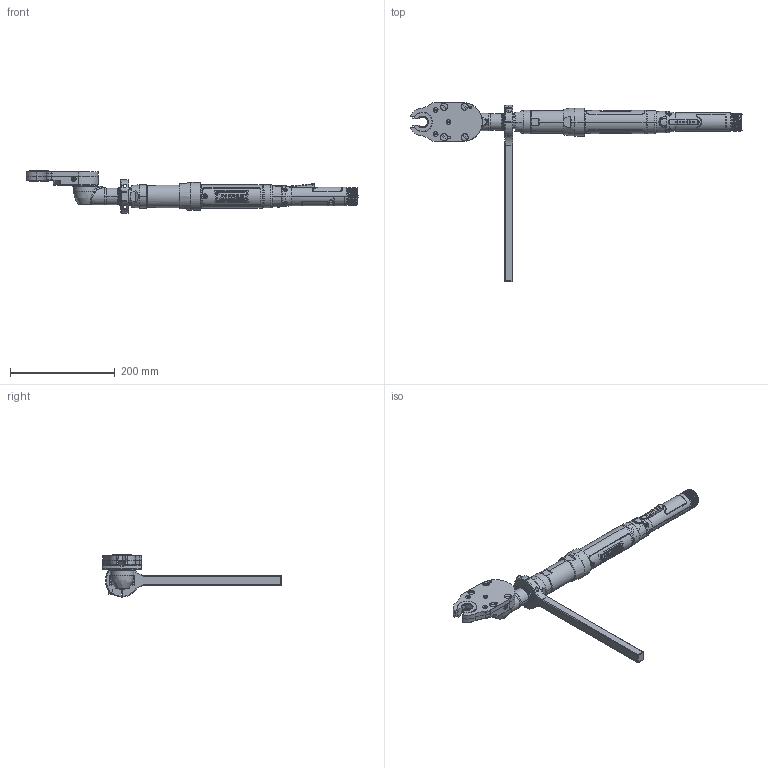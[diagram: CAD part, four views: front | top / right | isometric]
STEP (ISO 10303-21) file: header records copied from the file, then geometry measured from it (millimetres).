
FILE_DESCRIPTION((''),'2;1');
FILE_NAME('EB34LT99-62','2012-01-30T',('MAM0508'),(''),'PRO/ENGINEER BY PARAMETRIC TECHNOLOGY CORPORATION, 2010430','PRO/ENGINEER BY PARAMETRIC TECHNOLOGY CORPORATION, 2010430','');
FILE_SCHEMA(('CONFIG_CONTROL_DESIGN'));
Products named in the file (1): EB34LT99-62
Bounding box: 634.56 x 342.1 x 80.36 mm (x, y, z)
Surface area: 202625.7 mm2 (no closed solid volume)
Topology: 0 solids, 286 shells, 844 faces, 4891 edges, 4247 vertices
Faces by surface type: cylinder 323, plane 223, bspline 130, cone 88, torus 63, extrusion 16, sphere 1
Entity records: 70416 total; most frequent: CARTESIAN_POINT 37378, ORIENTED_EDGE 5880, DIRECTION 5740, EDGE_CURVE 4889, VERTEX_POINT 4247, AXIS2_PLACEMENT_3D 2038, B_SPLINE_CURVE_WITH_KNOTS 1917, VECTOR 1664
